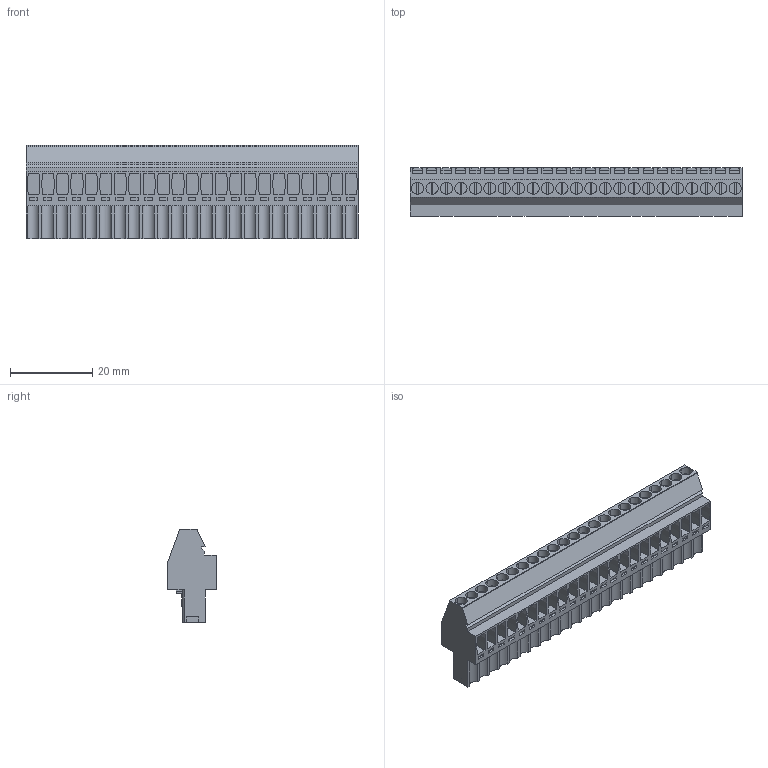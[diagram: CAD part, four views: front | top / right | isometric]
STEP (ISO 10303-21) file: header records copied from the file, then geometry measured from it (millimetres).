
FILE_DESCRIPTION(('CATIA V5 STEP Exchange','CAx-IF Rec.Pracs.--- Model Styling and Organization---1.2---2011-12-15'),'2;1');
FILE_NAME ('D1454104_0_1639680000_1639680000.stp','2017-04-20T07:27:52+00:00',('none'),('Weidmueller'),'CATIA Version 5-6 Release 2014','CATIA V5 STEP AP214','none');
FILE_SCHEMA(('AUTOMOTIVE_DESIGN { 1 0 10303 214 1 1 1 1 }'));
Length unit declared in the file: millimetre
Products named in the file (1): 1639680000
Bounding box: 80.5 x 11.83 x 22.6 mm (x, y, z)
Volume: 12230.9 mm3; surface area: 9442.6 mm2
Topology: 24 solids, 24 shells, 1306 faces, 3608 edges, 2442 vertices
Faces by surface type: plane 1122, cylinder 184
Entity records: 38045 total; most frequent: ORIENTED_EDGE 7216, CARTESIAN_POINT 7057, DIRECTION 4954, EDGE_CURVE 3608, VECTOR 3010, LINE 3010, VERTEX_POINT 2442, EDGE_LOOP 1398
